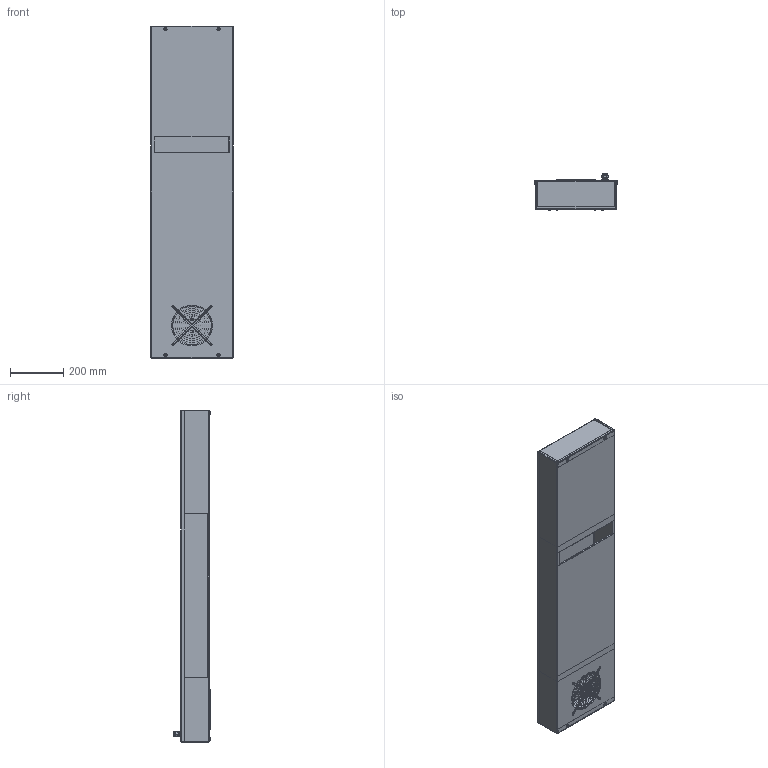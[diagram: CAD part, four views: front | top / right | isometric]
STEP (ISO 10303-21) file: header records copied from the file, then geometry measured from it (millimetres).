
FILE_DESCRIPTION( ( 'Unknown' ), '1' );
FILE_NAME( 'XVA80U1320.stp', 'Unknown', ( 'Unknown' ), ( 'Unknown' ), 'PSStep 14.0', 'Unknown', ' ' );
FILE_SCHEMA( ( 'AUTOMOTIVE_DESIGN { 1 0 10303 214 1 1 1 1 }' ) );
Length unit declared in the file: millimetre
Products named in the file (32): XVA80002; ISOLANTE A_XVA80002; ISOLANTE B_XVA80002; ISOLANTE C_XVA80002; ISOLANTE D_XVA80002; XWA80002_A; INNESTO MASCHIO SINGOLO _ 0353000490; XVA80004; Linguetta di terra DOPPIA; Linguetta di terra DOPPIA-oa0; INSERTO-M6_ES_CH_C-BORDO; XVA80004_A; ISOLANTE A_XVA80004; ISOLANTE B_XVA80004; Assem1; VITE-TBTC_M6x12 _ 1201400015; GRIGLIA D192 4 RAZZE; PRESSACAVO OBO PG11 _ 0354001022
Assembly tree (62 placements, depth 3):
  Assem1
    VITE-TBTC_M6x12 _ 1201400015  x4
    GRIGLIA D192 4 RAZZE  x2
    GRIGLIA D192 4 RAZZE  x2
    GRIGLIA D192 4 RAZZE  x2
    GRIGLIA D192 4 RAZZE  x2
    GRIGLIA D192 4 RAZZE  x2
    GRIGLIA D192 4 RAZZE  x2
    GRIGLIA D192 4 RAZZE  x2
    GRIGLIA D192 4 RAZZE  x2
    GRIGLIA D192 4 RAZZE  x2
    GRIGLIA D192 4 RAZZE  x2
    GRIGLIA D192 4 RAZZE  x2
    GRIGLIA D192 4 RAZZE  x2
    GRIGLIA D192 4 RAZZE  x2
    PRESSACAVO OBO PG11 _ 0354001022
    XVA80002
      XVA80002
      ISOLANTE A_XVA80002
      ISOLANTE B_XVA80002
      ISOLANTE C_XVA80002
      ISOLANTE D_XVA80002  x2
      XWA80002_A  x2
      INNESTO MASCHIO SINGOLO _ 0353000490  x2
    XVA80004
      Linguetta di terra DOPPIA
      Linguetta di terra DOPPIA-oa0
      INSERTO-M6_ES_CH_C-BORDO  x12
      XVA80004
      XVA80004_A
      ISOLANTE A_XVA80004  x2
      ISOLANTE B_XVA80004
Bounding box: 311 x 139.57 x 1250 mm (x, y, z)
Volume: 3631353.4 mm3; surface area: 3218329.4 mm2
Topology: 60 solids, 60 shells, 922 faces, 2306 edges, 1492 vertices
Faces by surface type: plane 622, cylinder 177, cone 72, torus 39, bspline 12
Full cylindrical faces by diameter (mm): 0.5 x6, 1.5 x4, 2 x2, 4 x2, 4.2 x4, 4.5 x23, 4.917 x12, 6 x4, 7 x4, 8 x12, 10 x1, 11.8 x4, 12 x12, 13.2 x1, 19 x2, 22 x1, 26 x1, 148 x1, 149 x1, 151 x2
Entity records: 24915 total; most frequent: CARTESIAN_POINT 5356, DIRECTION 2966, ORIENTED_EDGE 2820, EDGE_CURVE 1410, LINE 1056, VECTOR 1056, AXIS2_PLACEMENT_3D 955, VERTEX_POINT 945
